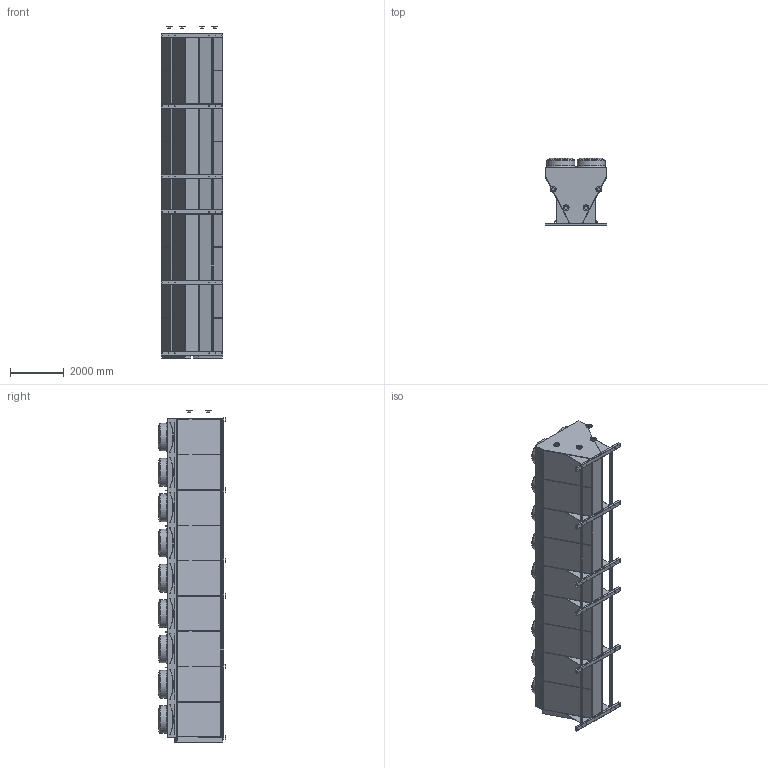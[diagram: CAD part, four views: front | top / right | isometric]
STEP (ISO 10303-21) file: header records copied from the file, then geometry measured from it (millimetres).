
FILE_DESCRIPTION (( 'STEP AP203' ), '1' );
FILE_NAME ('VDDY9M_2R48N.STEP', '2018-10-08T14:38:24', ( 'Alfa Laval' ), ( 'Alfa Laval' ), 'SwSTEP 2.0', 'SolidWorks 2016', '' );
FILE_SCHEMA (( 'CONFIG_CONTROL_DESIGN' ));
Length unit declared in the file: millimetre
Products named in the file (3): VDDY9M_2R48N; V-TYPE2_LIGHT_BODY_9MOD-SS; V-TYPE2_LIGHT_VDDY_FLANGE_SS_2R_2P
Assembly tree (2 placements, depth 2):
  VDDY9M_2R48N
    V-TYPE2_LIGHT_BODY_9MOD-SS
    V-TYPE2_LIGHT_VDDY_FLANGE_SS_2R_2P
Bounding box: 2280.43 x 2494.62 x 12317.5 mm (x, y, z)
Volume: 42351420692 mm3; surface area: 147968239 mm2
Topology: 13 solids, 13 shells, 1998 faces, 4764 edges, 2998 vertices
Faces by surface type: cylinder 896, plane 662, torus 278, sphere 144, cone 18
Full cylindrical faces by diameter (mm): 1 x72, 20 x72, 40 x8, 100 x18, 108 x8, 220 x4, 1032 x18
Entity records: 56419 total; most frequent: DIRECTION 10846, CARTESIAN_POINT 9229, ORIENTED_EDGE 8604, AXIS2_PLACEMENT_3D 4541, EDGE_CURVE 4302, VERTEX_POINT 2924, EDGE_LOOP 2796, CIRCLE 2538
